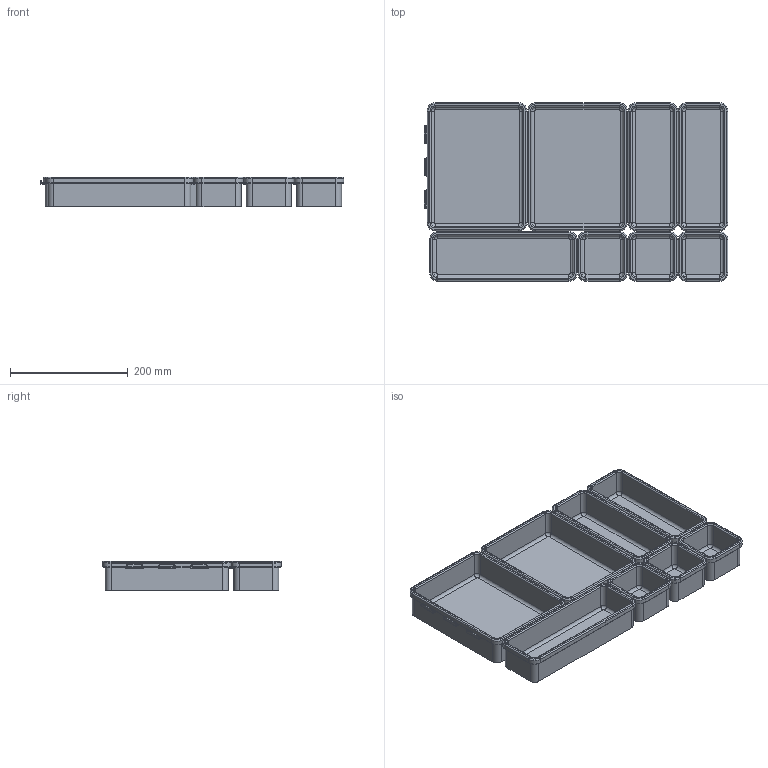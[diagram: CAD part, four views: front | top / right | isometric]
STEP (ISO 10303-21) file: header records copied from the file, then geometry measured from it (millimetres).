
FILE_DESCRIPTION(('STEP AP214'), '1');
FILE_NAME('îðãàíàéçåð äëÿ êóõíè', '', ('UNSPECIFIED'), ('UNSPECIFIED'), 'C3D Converter', 'C3D Toolkit', '');
FILE_SCHEMA(('AUTOMOTIVE_DESIGN { 1 0 10303 214 3 1 1}'));
Length unit declared in the file: millimetre
Assembly tree (8 placements, depth 2):
  (unnamed)
    (unnamed)  x2
    (unnamed)  x2
    (unnamed)  x3
    (unnamed)
Bounding box: 517 x 303.5 x 50 mm (x, y, z)
Volume: 1104922.2 mm3; surface area: 741950.6 mm2
Topology: 8 solids, 8 shells, 1255 faces, 2859 edges, 1502 vertices
Faces by surface type: cylinder 546, plane 299, torus 244, bspline 118, sphere 48
Entity records: 24559 total; most frequent: CARTESIAN_POINT 10428, DIRECTION 3067, ORIENTED_EDGE 2788, EDGE_CURVE 1394, AXIS2_PLACEMENT_3D 1230, VERTEX_POINT 765, FACE_BOUND 645, EDGE_LOOP 645
